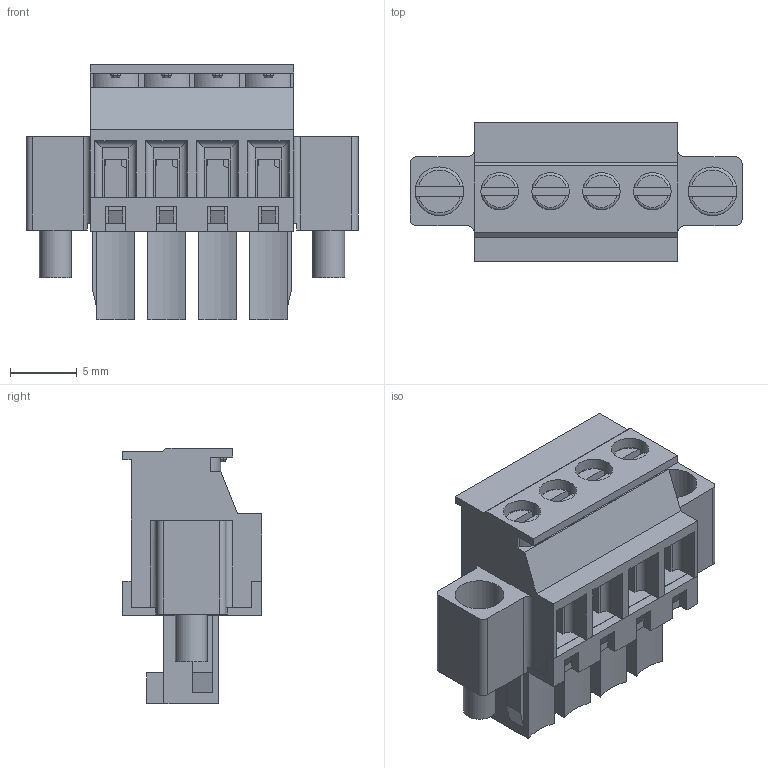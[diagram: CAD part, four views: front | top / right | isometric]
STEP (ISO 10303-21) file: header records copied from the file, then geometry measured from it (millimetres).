
FILE_DESCRIPTION( ( 'Unknown' ), '1' );
FILE_NAME( '691367310004.stp', 'Unknown', ( 'Quentin LAIDEBEUR' ), ( 'WE' ), 'PSStep 15.0.49', 'Sample-box', ' ' );
FILE_SCHEMA( ( 'AUTOMOTIVE_DESIGN { 1 0 10303 214 1 1 1 1 }' ) );
Length unit declared in the file: millimetre
Products named in the file (7): Assem1; 691361300004; 6913673100xx_VISSE; 6913673100xx_CAGE; 6913673100xx; 6913673100xx_VISSE_FLANGE; 691361300004_CAPOT
Assembly tree (16 placements, depth 2):
  Assem1
    691361300004
    6913673100xx_VISSE  x4
    6913673100xx_CAGE  x4
    6913673100xx  x4
    6913673100xx_VISSE_FLANGE  x2
    691361300004_CAPOT
Bounding box: 24.84 x 10.4 x 19.1 mm (x, y, z)
Volume: 1598.2 mm3; surface area: 4896 mm2
Topology: 16 solids, 16 shells, 914 faces, 2495 edges, 1609 vertices
Faces by surface type: plane 680, cylinder 200, torus 18, sphere 8, cone 8
Full cylindrical faces by diameter (mm): 1.2 x4, 1.75 x4, 1.9 x8, 2.4 x2, 2.5 x2, 2.8 x8, 3.65 x2, 3.8 x2
Entity records: 23500 total; most frequent: CARTESIAN_POINT 3444, ORIENTED_EDGE 3196, DIRECTION 3002, EDGE_CURVE 1598, LINE 1362, VECTOR 1362, VERTEX_POINT 1048, AXIS2_PLACEMENT_3D 820
